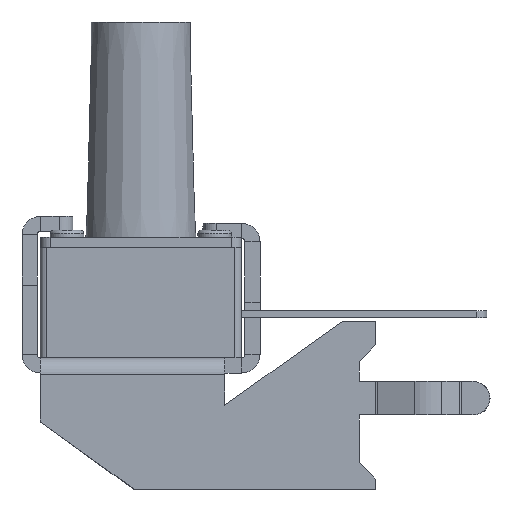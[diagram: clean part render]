
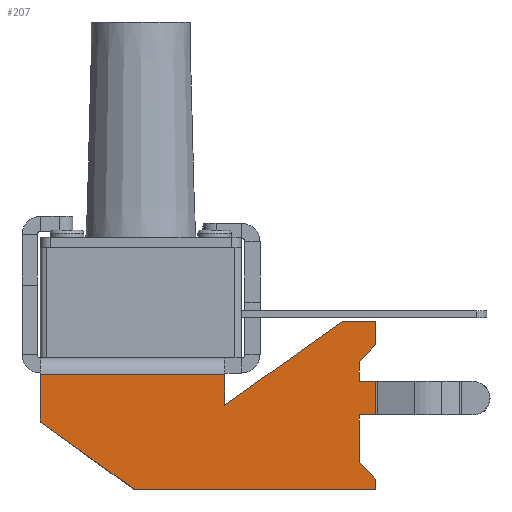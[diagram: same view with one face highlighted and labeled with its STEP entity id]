
A CAD part, left-side view. The second image highlights one B-rep face of the part: STEP entity #207.
In plain terms, the highlighted planar face has unit normal (-1, 0, 0).
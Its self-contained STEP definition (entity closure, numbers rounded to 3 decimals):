
#207=ADVANCED_FACE('',(#1960),#1962,.T.);
#1960=FACE_BOUND('',#1961,.T.);
#1961=EDGE_LOOP('',(#3397,#3398,#3399,#3400,#3401,#3402,#3403,#3404,#3405,#3406,
#3407,#3408,#3409,#3410,#3411,#3412));
#1962=PLANE('',#1963);
#1963=AXIS2_PLACEMENT_3D('',#1964,#1965,#1966);
#1964=CARTESIAN_POINT('',(-3.73,0.,3.091));
#1965=DIRECTION('',(-1.,0.,0.));
#1966=DIRECTION('',(0.,0.,1.));
#3397=ORIENTED_EDGE('',*,*,#4188,.F.);
#3398=ORIENTED_EDGE('',*,*,#4219,.T.);
#3399=ORIENTED_EDGE('',*,*,#4220,.T.);
#3400=ORIENTED_EDGE('',*,*,#4221,.T.);
#3401=ORIENTED_EDGE('',*,*,#4222,.T.);
#3402=ORIENTED_EDGE('',*,*,#4223,.T.);
#3403=ORIENTED_EDGE('',*,*,#4224,.T.);
#3404=ORIENTED_EDGE('',*,*,#4225,.T.);
#3405=ORIENTED_EDGE('',*,*,#4226,.T.);
#3406=ORIENTED_EDGE('',*,*,#4227,.T.);
#3407=ORIENTED_EDGE('',*,*,#4228,.T.);
#3408=ORIENTED_EDGE('',*,*,#4229,.T.);
#3409=ORIENTED_EDGE('',*,*,#4230,.T.);
#3410=ORIENTED_EDGE('',*,*,#4231,.T.);
#3411=ORIENTED_EDGE('',*,*,#4232,.T.);
#3412=ORIENTED_EDGE('',*,*,#4233,.T.);
#4188=EDGE_CURVE('',#4629,#4630,#4631,.T.);
#4219=EDGE_CURVE('',#4629,#4677,#4678,.T.);
#4220=EDGE_CURVE('',#4677,#4679,#4680,.T.);
#4221=EDGE_CURVE('',#4679,#4681,#4682,.T.);
#4222=EDGE_CURVE('',#4681,#4683,#4684,.T.);
#4223=EDGE_CURVE('',#4683,#4685,#4686,.T.);
#4224=EDGE_CURVE('',#4685,#4687,#4688,.T.);
#4225=EDGE_CURVE('',#4687,#4689,#4690,.T.);
#4226=EDGE_CURVE('',#4689,#4691,#4692,.T.);
#4227=EDGE_CURVE('',#4691,#4693,#4694,.T.);
#4228=EDGE_CURVE('',#4693,#4695,#4696,.T.);
#4229=EDGE_CURVE('',#4695,#4697,#4698,.T.);
#4230=EDGE_CURVE('',#4697,#4699,#4700,.T.);
#4231=EDGE_CURVE('',#4699,#4701,#4702,.T.);
#4232=EDGE_CURVE('',#4701,#4703,#4704,.T.);
#4233=EDGE_CURVE('',#4703,#4630,#4705,.T.);
#4629=VERTEX_POINT('',#5353);
#4630=VERTEX_POINT('',#5354);
#4631=LINE('',#5355,#5356);
#4677=VERTEX_POINT('',#5473);
#4678=LINE('',#5474,#5475);
#4679=VERTEX_POINT('',#5477);
#4680=LINE('',#5478,#5479);
#4681=VERTEX_POINT('',#5481);
#4682=LINE('',#5482,#5483);
#4683=VERTEX_POINT('',#5485);
#4684=LINE('',#5486,#5487);
#4685=VERTEX_POINT('',#5489);
#4686=LINE('',#5490,#5491);
#4687=VERTEX_POINT('',#5493);
#4688=LINE('',#5494,#5495);
#4689=VERTEX_POINT('',#5497);
#4690=LINE('',#5498,#5499);
#4691=VERTEX_POINT('',#5501);
#4692=LINE('',#5502,#5503);
#4693=VERTEX_POINT('',#5505);
#4694=LINE('',#5506,#5507);
#4695=VERTEX_POINT('',#5509);
#4696=LINE('',#5510,#5511);
#4697=VERTEX_POINT('',#5513);
#4698=LINE('',#5514,#5515);
#4699=VERTEX_POINT('',#5517);
#4700=LINE('',#5518,#5519);
#4701=VERTEX_POINT('',#5521);
#4702=LINE('',#5522,#5523);
#4703=VERTEX_POINT('',#5525);
#4704=LINE('',#5526,#5527);
#4705=LINE('',#5529,#5530);
#5353=CARTESIAN_POINT('',(-3.73,2.99,-0.5));
#5354=CARTESIAN_POINT('',(-3.73,-2.5,-0.5));
#5355=CARTESIAN_POINT('',(-3.73,2.99,-0.5));
#5356=VECTOR('',#5357,1.);
#5357=DIRECTION('',(0.,-1.,0.));
#5473=CARTESIAN_POINT('',(-3.73,2.99,-1.909));
#5474=CARTESIAN_POINT('',(-3.73,2.99,-0.5));
#5475=VECTOR('',#5476,1.);
#5476=DIRECTION('',(0.,0.,-1.));
#5477=CARTESIAN_POINT('',(-3.73,0.2,-3.909));
#5478=CARTESIAN_POINT('',(-3.73,2.99,-1.909));
#5479=VECTOR('',#5480,1.);
#5480=DIRECTION('',(0.,-0.813,-0.583));
#5481=CARTESIAN_POINT('',(-3.73,-7.,-3.909));
#5482=CARTESIAN_POINT('',(-3.73,0.2,-3.909));
#5483=VECTOR('',#5484,1.);
#5484=DIRECTION('',(0.,-1.,0.));
#5485=CARTESIAN_POINT('',(-3.73,-7.,-3.609));
#5486=CARTESIAN_POINT('',(-3.73,-7.,-3.909));
#5487=VECTOR('',#5488,1.);
#5488=DIRECTION('',(0.,0.,1.));
#5489=CARTESIAN_POINT('',(-3.73,-6.5,-3.109));
#5490=CARTESIAN_POINT('',(-3.73,-7.,-3.609));
#5491=VECTOR('',#5492,1.);
#5492=DIRECTION('',(0.,0.707,0.707));
#5493=CARTESIAN_POINT('',(-3.73,-6.5,-1.699));
#5494=CARTESIAN_POINT('',(-3.73,-6.5,-3.109));
#5495=VECTOR('',#5496,1.);
#5496=DIRECTION('',(0.,0.,1.));
#5497=CARTESIAN_POINT('',(-3.73,-7.,-1.699));
#5498=CARTESIAN_POINT('',(-3.73,-6.5,-1.699));
#5499=VECTOR('',#5500,1.);
#5500=DIRECTION('',(0.,-1.,0.));
#5501=CARTESIAN_POINT('',(-3.73,-7.,-0.699));
#5502=CARTESIAN_POINT('',(-3.73,-7.,-1.699));
#5503=VECTOR('',#5504,1.);
#5504=DIRECTION('',(0.,0.,1.));
#5505=CARTESIAN_POINT('',(-3.73,-6.5,-0.699));
#5506=CARTESIAN_POINT('',(-3.73,-7.,-0.699));
#5507=VECTOR('',#5508,1.);
#5508=DIRECTION('',(0.,1.,0.));
#5509=CARTESIAN_POINT('',(-3.73,-6.5,-0.109));
#5510=CARTESIAN_POINT('',(-3.73,-6.5,-0.699));
#5511=VECTOR('',#5512,1.);
#5512=DIRECTION('',(0.,0.,1.));
#5513=CARTESIAN_POINT('',(-3.73,-7.,0.391));
#5514=CARTESIAN_POINT('',(-3.73,-6.5,-0.109));
#5515=VECTOR('',#5516,1.);
#5516=DIRECTION('',(0.,-0.707,0.707));
#5517=CARTESIAN_POINT('',(-3.73,-7.,1.091));
#5518=CARTESIAN_POINT('',(-3.73,-7.,0.391));
#5519=VECTOR('',#5520,1.);
#5520=DIRECTION('',(0.,0.,1.));
#5521=CARTESIAN_POINT('',(-3.73,-6.,1.091));
#5522=CARTESIAN_POINT('',(-3.73,-7.,1.091));
#5523=VECTOR('',#5524,1.);
#5524=DIRECTION('',(0.,1.,0.));
#5525=CARTESIAN_POINT('',(-3.73,-2.5,-1.409));
#5526=CARTESIAN_POINT('',(-3.73,-6.,1.091));
#5527=VECTOR('',#5528,1.);
#5528=DIRECTION('',(0.,0.814,-0.581));
#5529=CARTESIAN_POINT('',(-3.73,-2.5,-1.409));
#5530=VECTOR('',#5531,1.);
#5531=DIRECTION('',(0.,0.,1.));
